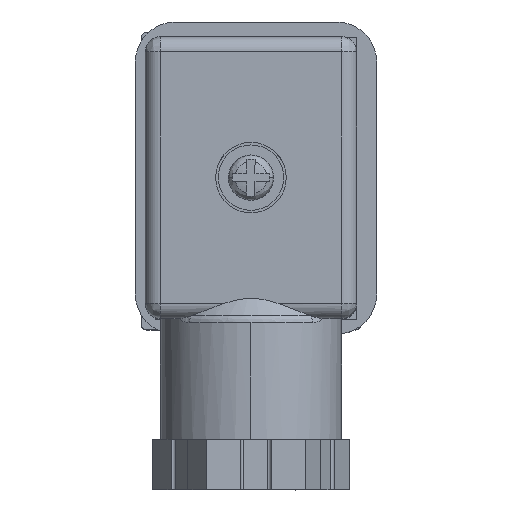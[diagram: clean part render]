
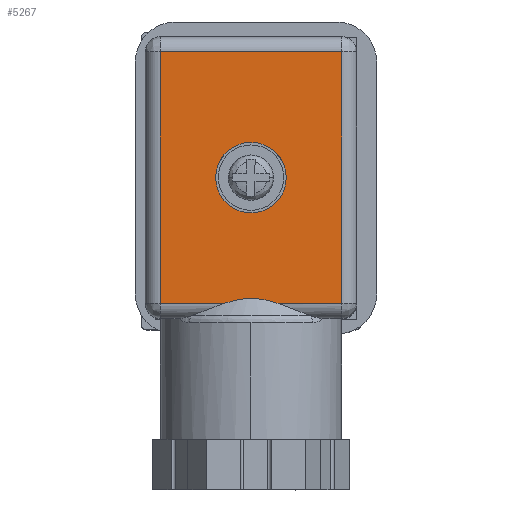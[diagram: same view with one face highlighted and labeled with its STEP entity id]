
A CAD part, top view. The second image highlights one B-rep face of the part: STEP entity #5267.
In plain terms, the highlighted planar face has unit normal (0, 0, 1).
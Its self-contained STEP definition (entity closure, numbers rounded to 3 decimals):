
#95 = CARTESIAN_POINT ( 'NONE',  ( -10.5, 12.3, 43.75 ) ) ;
#141 = AXIS2_PLACEMENT_3D ( 'NONE', #723, #6248, #3164 ) ;
#457 = ORIENTED_EDGE ( 'NONE', *, *, #5485, .T. ) ;
#521 = ORIENTED_EDGE ( 'NONE', *, *, #3281, .T. ) ;
#607 = CARTESIAN_POINT ( 'NONE',  ( 2.693, -12.7, 43.75 ) ) ;
#723 = CARTESIAN_POINT ( 'NONE',  ( 0., -0.2, 43.75 ) ) ;
#921 = DIRECTION ( 'NONE',  ( 0., 0., 1. ) ) ;
#932 = DIRECTION ( 'NONE',  ( 1., 0., 0. ) ) ;
#997 = PLANE ( 'NONE',  #2042 ) ;
#1230 = EDGE_CURVE ( 'NONE', #5065, #4953, #5236, .T. ) ;
#1275 = CARTESIAN_POINT ( 'NONE',  ( 9., -14.2, 43.75 ) ) ;
#1339 = VERTEX_POINT ( 'NONE', #5952 ) ;
#1438 = CARTESIAN_POINT ( 'NONE',  ( 1.822, -12.387, 43.75 ) ) ;
#1451 = EDGE_CURVE ( 'NONE', #5089, #2079, #5672, .T. ) ;
#1539 = CARTESIAN_POINT ( 'NONE',  ( 0., -0.2, 43.75 ) ) ;
#1651 = DIRECTION ( 'NONE',  ( 1., 0., 0. ) ) ;
#1680 = VECTOR ( 'NONE', #1651, 1000. ) ;
#1698 = ORIENTED_EDGE ( 'NONE', *, *, #1230, .T. ) ;
#1899 = LINE ( 'NONE', #3982, #5691 ) ;
#1951 = EDGE_LOOP ( 'NONE', ( #6610, #2772, #457, #3877, #521, #5016 ) ) ;
#1978 = EDGE_LOOP ( 'NONE', ( #1698, #4891 ) ) ;
#2025 = DIRECTION ( 'NONE',  ( 0., 1., 0. ) ) ;
#2042 = AXIS2_PLACEMENT_3D ( 'NONE', #4067, #921, #4644 ) ;
#2079 = VERTEX_POINT ( 'NONE', #2468 ) ;
#2138 = DIRECTION ( 'NONE',  ( 1., 0., 0. ) ) ;
#2168 = LINE ( 'NONE', #6249, #1680 ) ;
#2275 = DIRECTION ( 'NONE',  ( 0., 1., 0. ) ) ;
#2468 = CARTESIAN_POINT ( 'NONE',  ( -9., 12.3, 43.75 ) ) ;
#2487 = LINE ( 'NONE', #3486, #4077 ) ;
#2568 = CIRCLE ( 'NONE', #141, 3.5 ) ;
#2665 = AXIS2_PLACEMENT_3D ( 'NONE', #1539, #3571, #2138 ) ;
#2679 = LINE ( 'NONE', #1275, #5584 ) ;
#2772 = ORIENTED_EDGE ( 'NONE', *, *, #6283, .F. ) ;
#2841 = EDGE_CURVE ( 'NONE', #4953, #5065, #2568, .T. ) ;
#2950 = CARTESIAN_POINT ( 'NONE',  ( -1.822, -12.387, 43.75 ) ) ;
#2955 = VERTEX_POINT ( 'NONE', #3553 ) ;
#3014 = FACE_OUTER_BOUND ( 'NONE', #1951, .T. ) ;
#3061 = VERTEX_POINT ( 'NONE', #6144 ) ;
#3148 = CARTESIAN_POINT ( 'NONE',  ( -3.5, -0.2, 43.75 ) ) ;
#3164 = DIRECTION ( 'NONE',  ( 1., 0., 0. ) ) ;
#3281 = EDGE_CURVE ( 'NONE', #6204, #3061, #1899, .T. ) ;
#3282 = EDGE_CURVE ( 'NONE', #2955, #6204, #4538, .T. ) ;
#3484 = FACE_BOUND ( 'NONE', #1978, .T. ) ;
#3486 = CARTESIAN_POINT ( 'NONE',  ( -9., -14.2, 43.75 ) ) ;
#3553 = CARTESIAN_POINT ( 'NONE',  ( -2.693, -12.7, 43.75 ) ) ;
#3571 = DIRECTION ( 'NONE',  ( 0., 0., -1. ) ) ;
#3685 = DIRECTION ( 'NONE',  ( -1., 0., 0. ) ) ;
#3877 = ORIENTED_EDGE ( 'NONE', *, *, #3282, .T. ) ;
#3982 = CARTESIAN_POINT ( 'NONE',  ( -10.5, -12.7, 43.75 ) ) ;
#4067 = CARTESIAN_POINT ( 'NONE',  ( -10.5, -14.2, 43.75 ) ) ;
#4077 = VECTOR ( 'NONE', #2025, 1000. ) ;
#4215 = CARTESIAN_POINT ( 'NONE',  ( 9., 12.3, 43.75 ) ) ;
#4538 = B_SPLINE_CURVE_WITH_KNOTS ( 'NONE', 3,
 ( #5515, #2950, #5085, #6094, #1438, #5959 ),
 .UNSPECIFIED., .F., .F.,
 ( 4, 2, 4 ),
 ( -0.003, 0., 0.003 ),
 .UNSPECIFIED. ) ;
#4644 = DIRECTION ( 'NONE',  ( 1., 0., 0. ) ) ;
#4777 = CARTESIAN_POINT ( 'NONE',  ( 3.5, -0.2, 43.75 ) ) ;
#4891 = ORIENTED_EDGE ( 'NONE', *, *, #2841, .T. ) ;
#4953 = VERTEX_POINT ( 'NONE', #3148 ) ;
#5016 = ORIENTED_EDGE ( 'NONE', *, *, #5684, .T. ) ;
#5065 = VERTEX_POINT ( 'NONE', #4777 ) ;
#5085 = CARTESIAN_POINT ( 'NONE',  ( -0.928, -12.2, 43.75 ) ) ;
#5089 = VERTEX_POINT ( 'NONE', #4215 ) ;
#5236 = CIRCLE ( 'NONE', #2665, 3.5 ) ;
#5267 = ADVANCED_FACE ( 'NONE', ( #3014, #3484 ), #997, .T. ) ;
#5485 = EDGE_CURVE ( 'NONE', #1339, #2955, #2168, .T. ) ;
#5515 = CARTESIAN_POINT ( 'NONE',  ( -2.693, -12.7, 43.75 ) ) ;
#5584 = VECTOR ( 'NONE', #2275, 1000. ) ;
#5672 = LINE ( 'NONE', #95, #5679 ) ;
#5679 = VECTOR ( 'NONE', #3685, 1000. ) ;
#5684 = EDGE_CURVE ( 'NONE', #3061, #5089, #2679, .T. ) ;
#5691 = VECTOR ( 'NONE', #932, 1000. ) ;
#5952 = CARTESIAN_POINT ( 'NONE',  ( -9., -12.7, 43.75 ) ) ;
#5959 = CARTESIAN_POINT ( 'NONE',  ( 2.693, -12.7, 43.75 ) ) ;
#6094 = CARTESIAN_POINT ( 'NONE',  ( 0.928, -12.2, 43.75 ) ) ;
#6144 = CARTESIAN_POINT ( 'NONE',  ( 9., -12.7, 43.75 ) ) ;
#6204 = VERTEX_POINT ( 'NONE', #607 ) ;
#6248 = DIRECTION ( 'NONE',  ( 0., 0., -1. ) ) ;
#6249 = CARTESIAN_POINT ( 'NONE',  ( -10.5, -12.7, 43.75 ) ) ;
#6283 = EDGE_CURVE ( 'NONE', #1339, #2079, #2487, .T. ) ;
#6610 = ORIENTED_EDGE ( 'NONE', *, *, #1451, .T. ) ;
